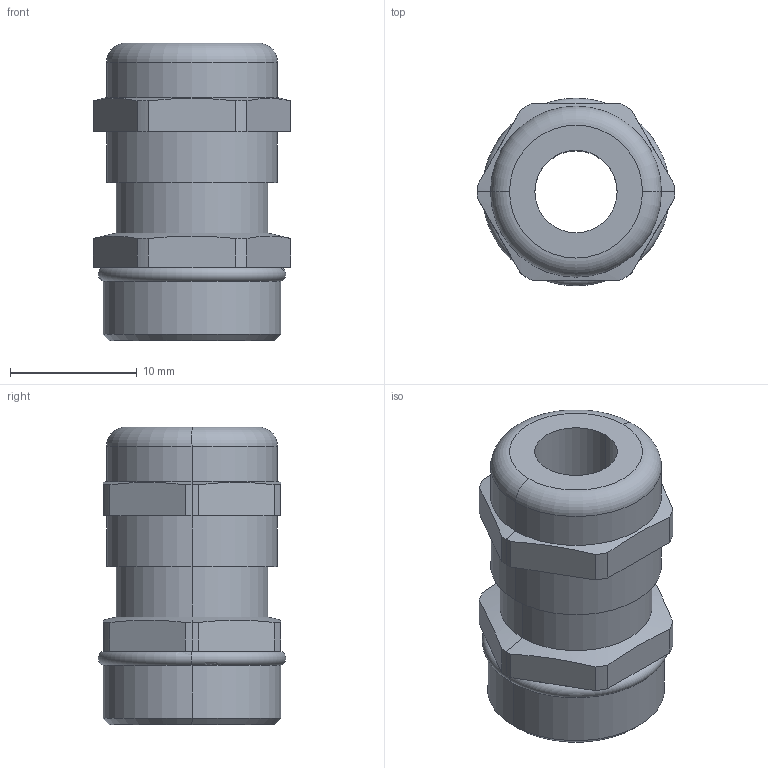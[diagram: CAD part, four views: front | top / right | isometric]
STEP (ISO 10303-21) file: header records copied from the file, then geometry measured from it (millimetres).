
FILE_DESCRIPTION (( 'STEP AP203' ), '1' );
FILE_NAME ('WNA-M14(D3-6.5).STP', '2017-09-02T08:24:38', ( '微软用户' ), ( '微软中国' ), 'SwSTEP 2.0', 'SolidWorks 2012', '' );
FILE_SCHEMA (( 'CONFIG_CONTROL_DESIGN' ));
Length unit declared in the file: millimetre
Products named in the file (1): WNA-M14(D3-6.5)
Bounding box: 15.6 x 14.8 x 23.5 mm (x, y, z)
Volume: 2643.8 mm3; surface area: 1831.7 mm2
Topology: 1 solids, 1 shells, 56 faces, 144 edges, 92 vertices
Faces by surface type: cylinder 24, plane 22, cone 6, torus 4
Entity records: 1847 total; most frequent: CARTESIAN_POINT 377, DIRECTION 306, ORIENTED_EDGE 288, EDGE_CURVE 144, AXIS2_PLACEMENT_3D 123, VERTEX_POINT 92, CIRCLE 66, LINE 60
